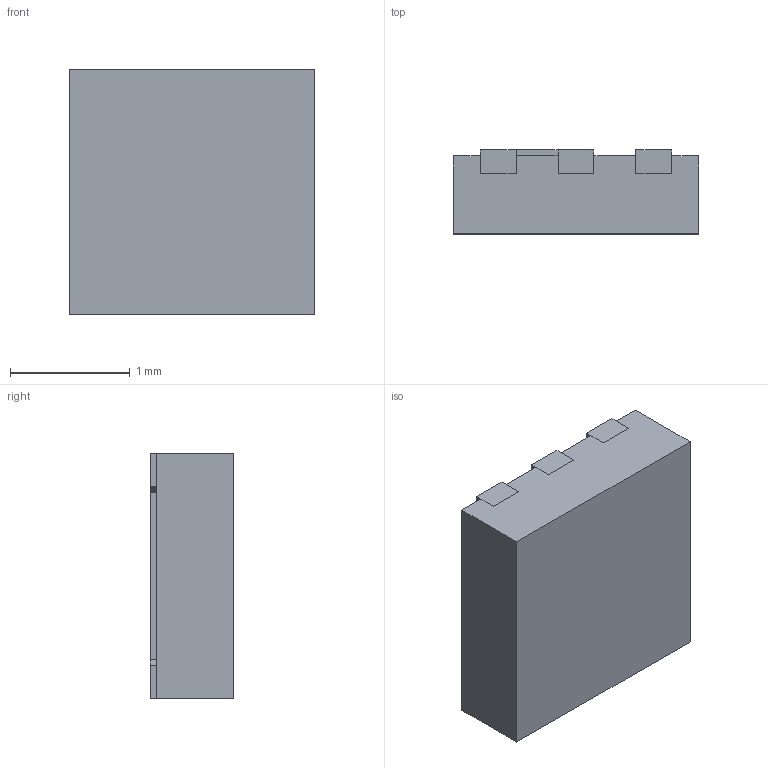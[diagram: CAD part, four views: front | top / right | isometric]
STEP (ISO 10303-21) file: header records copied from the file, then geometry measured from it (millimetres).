
FILE_DESCRIPTION (( 'STEP AP214' ), '1' );
FILE_NAME ('NTLJS7D2P02P8ZTAG.STEP', '2024-07-06T05:30:00', ( '' ), ( '' ), 'SwSTEP 2.0', 'SolidWorks 2021', '' );
FILE_SCHEMA (( 'AUTOMOTIVE_DESIGN' ));
Length unit declared in the file: millimetre
Products named in the file (1): NTLJS7D2P02P8ZTAG
Bounding box: 2.05 x 0.7 x 2.05 mm (x, y, z)
Volume: 2.8 mm3; surface area: 21.2 mm2
Topology: 5 solids, 5 shells, 71 faces, 180 edges, 120 vertices
Faces by surface type: plane 71
Entity records: 2560 total; most frequent: CARTESIAN_POINT 372, ORIENTED_EDGE 360, DIRECTION 324, EDGE_CURVE 180, VECTOR 180, LINE 180, VERTEX_POINT 120, AXIS2_PLACEMENT_3D 72
